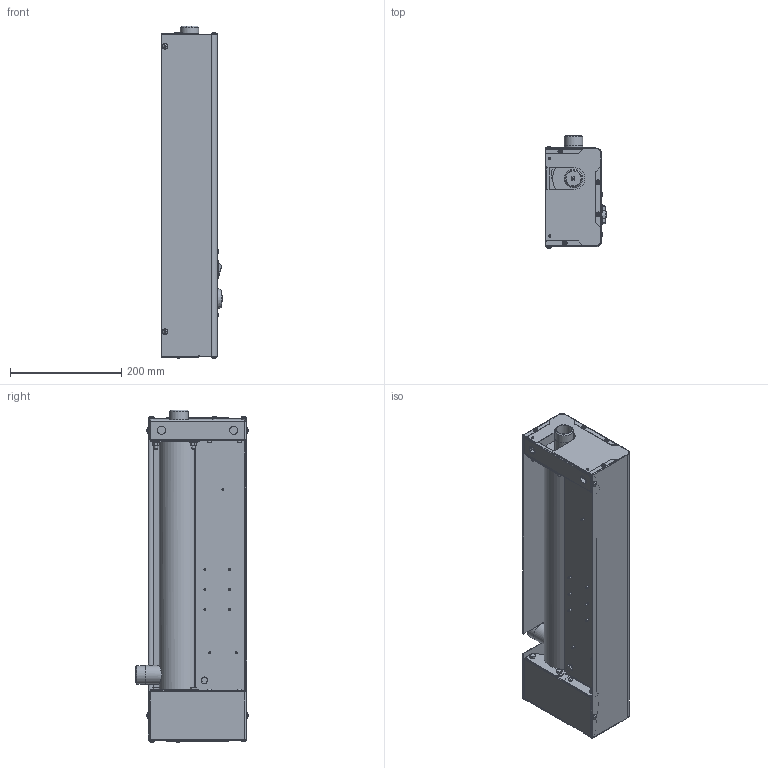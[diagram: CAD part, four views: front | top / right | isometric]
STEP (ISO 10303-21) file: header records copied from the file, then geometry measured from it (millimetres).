
FILE_DESCRIPTION(('STEP AP203'), '1');
FILE_NAME('Ýëåêòðîïðèáîð îòîïèòåëüíûé ÝÂÀÍ NEXT(ñòàðàÿ êîìïëåêòàöèÿ)', '2024-04-18T06:40:25', ('Granit'), (''), 'C3D Converter', 'C3D Toolkit', '');
FILE_SCHEMA(('CONFIG_CONTROL_DESIGN'));
Length unit declared in the file: millimetre
Products named in the file (1): ЛИТЯ.681936.062
Bounding box: 108.95 x 203.07 x 598.1 mm (x, y, z)
Volume: 5404834.7 mm3; surface area: 845589.7 mm2
Topology: 1 solids, 1 shells, 3350 faces, 9238 edges, 6063 vertices
Faces by surface type: cylinder 1877, plane 1188, extrusion 114, bspline 72, cone 43, torus 38, sphere 18
Full cylindrical faces by diameter (mm): 2 x1, 2.35 x12, 2.5 x2, 3 x4, 3.5 x13, 4 x13, 4.2 x17, 4.5 x8, 6 x6, 7 x6, 7.2 x2, 8 x2, 9 x1, 10 x4, 12 x1, 15 x2, 21 x1, 27.1 x2, 28 x1, 33.249 x2, 33.5 x2, 36 x1, 37 x1
Entity records: 143648 total; most frequent: CARTESIAN_POINT 29215, DIRECTION 19128, ORIENTED_EDGE 18068, EDGE_CURVE 9034, AXIS2_PLACEMENT_3D 7248, VERTEX_POINT 6062, VECTOR 4632, LINE 4518
